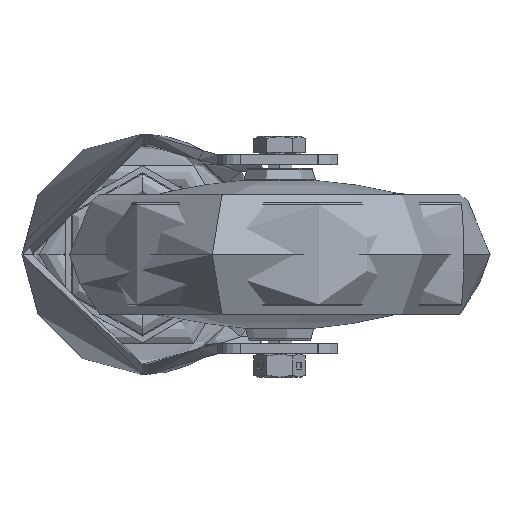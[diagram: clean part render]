
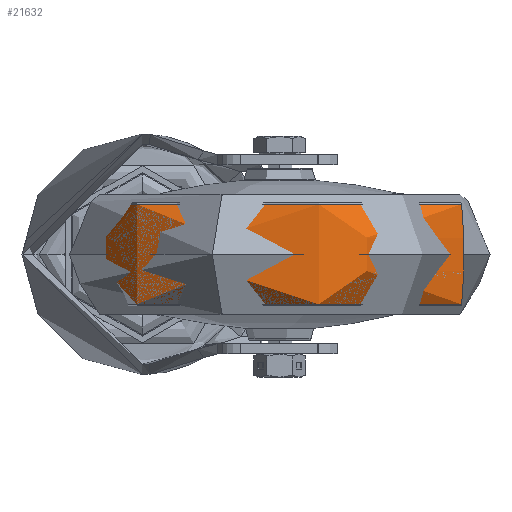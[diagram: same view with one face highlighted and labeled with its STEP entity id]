
A CAD part, front view. The second image highlights one B-rep face of the part: STEP entity #21632.
In plain terms, the highlighted toroidal (fillet/blend) face has major radius 83.478 mm and minor radius 140 mm.
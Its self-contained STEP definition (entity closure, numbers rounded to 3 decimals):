
#1066 = DIRECTION ( 'NONE',  ( 0., 0., -1. ) ) ;
#1348 = CARTESIAN_POINT ( 'NONE',  ( -39.259, -64.796, 0. ) ) ;
#3207 = EDGE_CURVE ( 'NONE', #22331, #20257, #24546, .T. ) ;
#3768 = ORIENTED_EDGE ( 'NONE', *, *, #24427, .T. ) ;
#3872 = CARTESIAN_POINT ( 'NONE',  ( 92.942, -108.503, 14.584 ) ) ;
#4942 = EDGE_LOOP ( 'NONE', ( #6206, #3768, #37977, #17244 ) ) ;
#6206 = ORIENTED_EDGE ( 'NONE', *, *, #29129, .F. ) ;
#6357 = DIRECTION ( 'NONE',  ( -0.949, 0.314, 0. ) ) ;
#7416 = VERTEX_POINT ( 'NONE', #3872 ) ;
#8521 = AXIS2_PLACEMENT_3D ( 'NONE', #10505, #23371, #6357 ) ;
#10374 = DIRECTION ( 'NONE',  ( -0.949, 0.314, 0. ) ) ;
#10505 = CARTESIAN_POINT ( 'NONE',  ( 40., -91., 14.584 ) ) ;
#10610 = CIRCLE ( 'NONE', #8521, 55.76 ) ;
#13646 = CARTESIAN_POINT ( 'NONE',  ( -12.942, -73.497, 14.584 ) ) ;
#13861 = DIRECTION ( 'NONE',  ( -0.949, 0.314, 0. ) ) ;
#16403 = DIRECTION ( 'NONE',  ( 0., 0., -1. ) ) ;
#17244 = ORIENTED_EDGE ( 'NONE', *, *, #40476, .F. ) ;
#19560 = CARTESIAN_POINT ( 'NONE',  ( 40., -91., -14.584 ) ) ;
#19628 = DIRECTION ( 'NONE',  ( 0.949, -0.314, 0. ) ) ;
#20257 = VERTEX_POINT ( 'NONE', #41556 ) ;
#21632 = ADVANCED_FACE ( 'NONE', ( #37033 ), #36199, .T. ) ;
#22331 = VERTEX_POINT ( 'NONE', #13646 ) ;
#22753 = AXIS2_PLACEMENT_3D ( 'NONE', #1348, #23040, #10374 ) ;
#23040 = DIRECTION ( 'NONE',  ( 0.314, 0.949, 0. ) ) ;
#23371 = DIRECTION ( 'NONE',  ( 0., 0., -1. ) ) ;
#23388 = DIRECTION ( 'NONE',  ( -0.949, 0.314, 0. ) ) ;
#24427 = EDGE_CURVE ( 'NONE', #7416, #22331, #10610, .T. ) ;
#24546 = CIRCLE ( 'NONE', #34601, 140. ) ;
#26780 = CIRCLE ( 'NONE', #22753, 140. ) ;
#29129 = EDGE_CURVE ( 'NONE', #7416, #40672, #26780, .T. ) ;
#31518 = AXIS2_PLACEMENT_3D ( 'NONE', #36604, #1066, #13861 ) ;
#32190 = CARTESIAN_POINT ( 'NONE',  ( 92.942, -108.503, -14.584 ) ) ;
#34601 = AXIS2_PLACEMENT_3D ( 'NONE', #38640, #39043, #19628 ) ;
#36199 = TOROIDAL_SURFACE ( 'NONE', #31518, -83.478, 140. ) ;
#36543 = AXIS2_PLACEMENT_3D ( 'NONE', #19560, #16403, #23388 ) ;
#36604 = CARTESIAN_POINT ( 'NONE',  ( 40., -91., 0. ) ) ;
#37033 = FACE_OUTER_BOUND ( 'NONE', #4942, .T. ) ;
#37977 = ORIENTED_EDGE ( 'NONE', *, *, #3207, .T. ) ;
#38640 = CARTESIAN_POINT ( 'NONE',  ( 119.259, -117.204, 0. ) ) ;
#39043 = DIRECTION ( 'NONE',  ( -0.314, -0.949, 0. ) ) ;
#40476 = EDGE_CURVE ( 'NONE', #40672, #20257, #40580, .T. ) ;
#40580 = CIRCLE ( 'NONE', #36543, 55.76 ) ;
#40672 = VERTEX_POINT ( 'NONE', #32190 ) ;
#41556 = CARTESIAN_POINT ( 'NONE',  ( -12.942, -73.497, -14.584 ) ) ;
